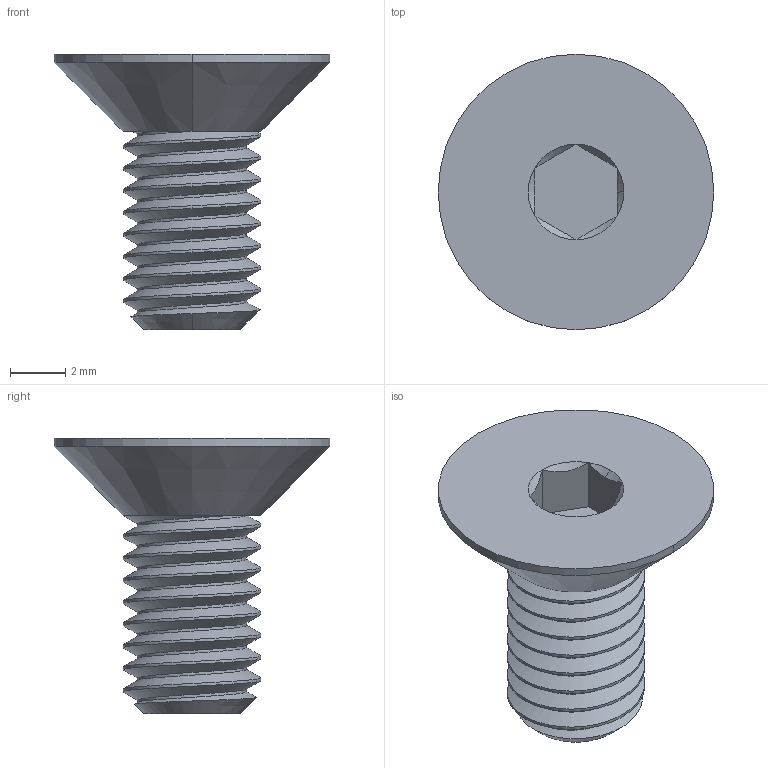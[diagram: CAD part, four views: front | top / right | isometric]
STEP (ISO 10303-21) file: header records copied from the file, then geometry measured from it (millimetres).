
FILE_DESCRIPTION (( 'STEP AP203' ), '1' );
FILE_NAME ('91294A208_Black-Oxide Alloy Steel Hex Drive Flat Head Screw.STEP', '2022-09-01T18:41:08', ( 'Administrator' ), ( 'Managed by Terraform' ), 'SwSTEP 2.0', 'SolidWorks 2017', '' );
FILE_SCHEMA (( 'CONFIG_CONTROL_DESIGN' ));
Length unit declared in the file: millimetre
Products named in the file (1): 91294A208_Black-Oxide Alloy Steel Hex Drive Flat Head Screw
Bounding box: 10 x 10 x 10 mm (x, y, z)
Volume: 235.2 mm3; surface area: 409.9 mm2
Topology: 2 solids, 2 shells, 44 faces, 103 edges, 64 vertices
Faces by surface type: cylinder 19, cone 11, plane 11, bspline 3
Entity records: 2835 total; most frequent: CARTESIAN_POINT 1890, ORIENTED_EDGE 206, DIRECTION 153, EDGE_CURVE 103, VERTEX_POINT 64, AXIS2_PLACEMENT_3D 59, EDGE_LOOP 45, FACE_OUTER_BOUND 44
